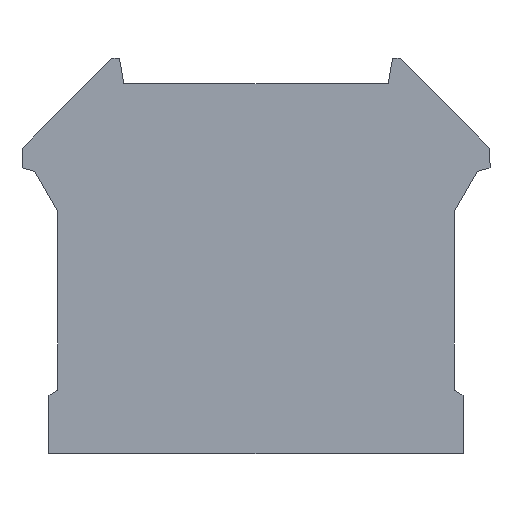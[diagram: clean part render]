
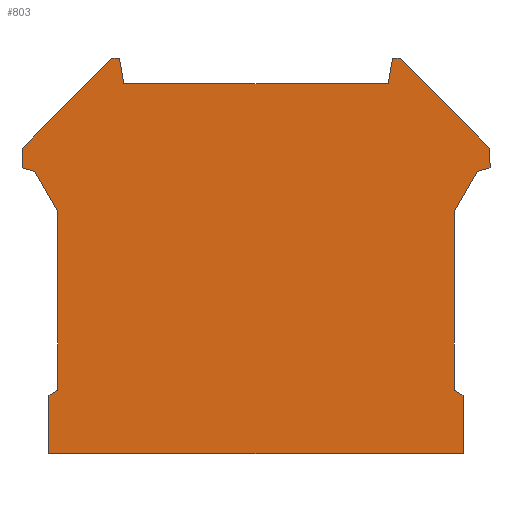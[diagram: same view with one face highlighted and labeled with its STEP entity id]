
A CAD part, left-side view. The second image highlights one B-rep face of the part: STEP entity #803.
In plain terms, the highlighted planar face has unit normal (-1, 0, 0).
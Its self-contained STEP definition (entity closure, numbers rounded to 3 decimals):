
#35=CARTESIAN_POINT('',(0.,42.5,25.945));
#36=VERTEX_POINT('',#35);
#53=CARTESIAN_POINT('',(0.,41.35,25.637));
#54=VERTEX_POINT('',#53);
#61=CARTESIAN_POINT('',(0.,41.35,25.637));
#62=DIRECTION('',(0.,0.966,0.259));
#63=VECTOR('',#62,1.191);
#64=LINE('',#61,#63);
#65=EDGE_CURVE('',#54,#36,#64,.T.);
#85=CARTESIAN_POINT('',(0.,42.5,27.75));
#86=VERTEX_POINT('',#85);
#93=CARTESIAN_POINT('',(0.,34.35,35.9));
#94=VERTEX_POINT('',#93);
#95=CARTESIAN_POINT('',(0.,42.5,27.75));
#96=DIRECTION('',(0.,-0.707,0.707));
#97=VECTOR('',#96,11.526);
#98=LINE('',#95,#97);
#99=EDGE_CURVE('',#86,#94,#98,.T.);
#115=CARTESIAN_POINT('',(0.,2.45,0.));
#116=VERTEX_POINT('',#115);
#133=CARTESIAN_POINT('',(0.,2.45,5.3));
#134=VERTEX_POINT('',#133);
#141=CARTESIAN_POINT('',(0.,2.45,5.3));
#142=DIRECTION('',(0.,0.,-1.));
#143=VECTOR('',#142,5.3);
#144=LINE('',#141,#143);
#145=EDGE_CURVE('',#134,#116,#144,.T.);
#155=CARTESIAN_POINT('',(0.,3.25,22.));
#156=VERTEX_POINT('',#155);
#157=CARTESIAN_POINT('',(0.,3.25,5.762));
#158=VERTEX_POINT('',#157);
#159=CARTESIAN_POINT('',(0.,3.25,22.));
#160=DIRECTION('',(0.,0.,-1.));
#161=VECTOR('',#160,16.238);
#162=LINE('',#159,#161);
#163=EDGE_CURVE('',#156,#158,#162,.T.);
#197=CARTESIAN_POINT('',(0.,0.,25.945));
#198=VERTEX_POINT('',#197);
#205=CARTESIAN_POINT('',(0.,1.15,25.637));
#206=VERTEX_POINT('',#205);
#207=CARTESIAN_POINT('',(0.,0.,25.945));
#208=DIRECTION('',(0.,0.966,-0.259));
#209=VECTOR('',#208,1.191);
#210=LINE('',#207,#209);
#211=EDGE_CURVE('',#198,#206,#210,.T.);
#235=CARTESIAN_POINT('',(0.,40.05,5.3));
#236=VERTEX_POINT('',#235);
#253=CARTESIAN_POINT('',(0.,40.05,0.));
#254=VERTEX_POINT('',#253);
#261=CARTESIAN_POINT('',(0.,40.05,0.));
#262=DIRECTION('',(0.,0.,1.));
#263=VECTOR('',#262,5.3);
#264=LINE('',#261,#263);
#265=EDGE_CURVE('',#254,#236,#264,.T.);
#277=CARTESIAN_POINT('',(0.,0.,27.75));
#278=VERTEX_POINT('',#277);
#285=CARTESIAN_POINT('',(0.,0.,27.75));
#286=DIRECTION('',(0.,0.,-1.));
#287=VECTOR('',#286,1.805);
#288=LINE('',#285,#287);
#289=EDGE_CURVE('',#278,#198,#288,.T.);
#306=CARTESIAN_POINT('',(0.,39.25,22.));
#307=VERTEX_POINT('',#306);
#308=CARTESIAN_POINT('',(0.,39.25,22.));
#309=DIRECTION('',(0.,0.5,0.866));
#310=VECTOR('',#309,4.2);
#311=LINE('',#308,#310);
#312=EDGE_CURVE('',#307,#54,#311,.T.);
#337=CARTESIAN_POINT('',(0.,9.25,33.6));
#338=VERTEX_POINT('',#337);
#339=CARTESIAN_POINT('',(0.,8.844,35.9));
#340=VERTEX_POINT('',#339);
#341=CARTESIAN_POINT('',(0.,9.25,33.6));
#342=DIRECTION('',(0.,-0.174,0.985));
#343=VECTOR('',#342,2.335);
#344=LINE('',#341,#343);
#345=EDGE_CURVE('',#338,#340,#344,.T.);
#377=CARTESIAN_POINT('',(0.,33.656,35.9));
#378=VERTEX_POINT('',#377);
#379=CARTESIAN_POINT('',(0.,34.35,35.9));
#380=DIRECTION('',(0.,-1.,0.));
#381=VECTOR('',#380,0.694);
#382=LINE('',#379,#381);
#383=EDGE_CURVE('',#94,#378,#382,.T.);
#408=CARTESIAN_POINT('',(0.,1.15,25.637));
#409=DIRECTION('',(0.,0.5,-0.866));
#410=VECTOR('',#409,4.2);
#411=LINE('',#408,#410);
#412=EDGE_CURVE('',#206,#156,#411,.T.);
#431=CARTESIAN_POINT('',(0.,2.45,0.));
#432=DIRECTION('',(0.,1.,0.));
#433=VECTOR('',#432,37.6);
#434=LINE('',#431,#433);
#435=EDGE_CURVE('',#116,#254,#434,.T.);
#452=CARTESIAN_POINT('',(0.,33.25,33.6));
#453=VERTEX_POINT('',#452);
#454=CARTESIAN_POINT('',(0.,33.25,33.6));
#455=DIRECTION('',(0.,-1.,0.));
#456=VECTOR('',#455,24.);
#457=LINE('',#454,#456);
#458=EDGE_CURVE('',#453,#338,#457,.T.);
#491=CARTESIAN_POINT('',(0.,42.5,25.945));
#492=DIRECTION('',(0.,0.,1.));
#493=VECTOR('',#492,1.805);
#494=LINE('',#491,#493);
#495=EDGE_CURVE('',#36,#86,#494,.T.);
#513=CARTESIAN_POINT('',(0.,3.25,5.762));
#514=DIRECTION('',(0.,-0.866,-0.5));
#515=VECTOR('',#514,0.924);
#516=LINE('',#513,#515);
#517=EDGE_CURVE('',#158,#134,#516,.T.);
#527=CARTESIAN_POINT('',(0.,8.15,35.9));
#528=VERTEX_POINT('',#527);
#529=CARTESIAN_POINT('',(0.,8.844,35.9));
#530=DIRECTION('',(0.,-1.,0.));
#531=VECTOR('',#530,0.694);
#532=LINE('',#529,#531);
#533=EDGE_CURVE('',#340,#528,#532,.T.);
#558=CARTESIAN_POINT('',(0.,33.656,35.9));
#559=DIRECTION('',(0.,-0.174,-0.985));
#560=VECTOR('',#559,2.335);
#561=LINE('',#558,#560);
#562=EDGE_CURVE('',#378,#453,#561,.T.);
#580=CARTESIAN_POINT('',(0.,39.25,5.762));
#581=VERTEX_POINT('',#580);
#582=CARTESIAN_POINT('',(0.,39.25,5.762));
#583=DIRECTION('',(0.,0.,1.));
#584=VECTOR('',#583,16.238);
#585=LINE('',#582,#584);
#586=EDGE_CURVE('',#581,#307,#585,.T.);
#611=CARTESIAN_POINT('',(0.,8.15,35.9));
#612=DIRECTION('',(0.,-0.707,-0.707));
#613=VECTOR('',#612,11.526);
#614=LINE('',#611,#613);
#615=EDGE_CURVE('',#528,#278,#614,.T.);
#634=CARTESIAN_POINT('',(0.,40.05,5.3));
#635=DIRECTION('',(0.,-0.866,0.5));
#636=VECTOR('',#635,0.924);
#637=LINE('',#634,#636);
#638=EDGE_CURVE('',#236,#581,#637,.T.);
#776=CARTESIAN_POINT('',(0.,50.794,-228.608));
#777=DIRECTION('',(0.,-1.,0.));
#778=DIRECTION('',(-1.,0.,0.));
#779=AXIS2_PLACEMENT_3D('',#776,#778,#777);
#780=PLANE('',#779);
#781=ORIENTED_EDGE('',*,*,#99,.F.);
#782=ORIENTED_EDGE('',*,*,#495,.F.);
#783=ORIENTED_EDGE('',*,*,#65,.F.);
#784=ORIENTED_EDGE('',*,*,#312,.F.);
#785=ORIENTED_EDGE('',*,*,#586,.F.);
#786=ORIENTED_EDGE('',*,*,#638,.F.);
#787=ORIENTED_EDGE('',*,*,#265,.F.);
#788=ORIENTED_EDGE('',*,*,#435,.F.);
#789=ORIENTED_EDGE('',*,*,#145,.F.);
#790=ORIENTED_EDGE('',*,*,#517,.F.);
#791=ORIENTED_EDGE('',*,*,#163,.F.);
#792=ORIENTED_EDGE('',*,*,#412,.F.);
#793=ORIENTED_EDGE('',*,*,#211,.F.);
#794=ORIENTED_EDGE('',*,*,#289,.F.);
#795=ORIENTED_EDGE('',*,*,#615,.F.);
#796=ORIENTED_EDGE('',*,*,#533,.F.);
#797=ORIENTED_EDGE('',*,*,#345,.F.);
#798=ORIENTED_EDGE('',*,*,#458,.F.);
#799=ORIENTED_EDGE('',*,*,#562,.F.);
#800=ORIENTED_EDGE('',*,*,#383,.F.);
#801=EDGE_LOOP('',(#781,#782,#783,#784,#785,#786,#787,#788,#789,#790,#791,#792,#793,#794,#795,#796,#797,#798,#799,#800));
#802=FACE_OUTER_BOUND('',#801,.T.);
#803=ADVANCED_FACE('',(#802),#780,.T.);
